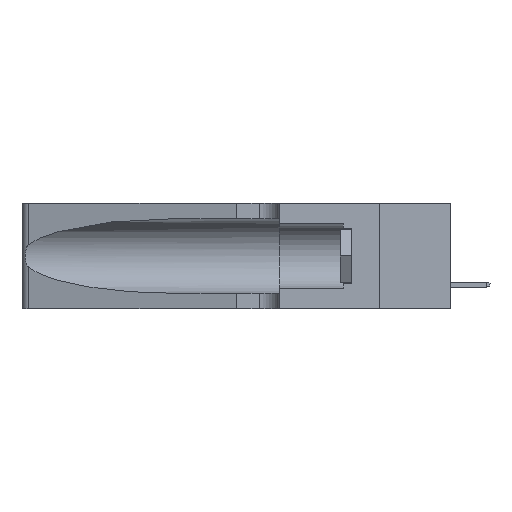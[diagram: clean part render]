
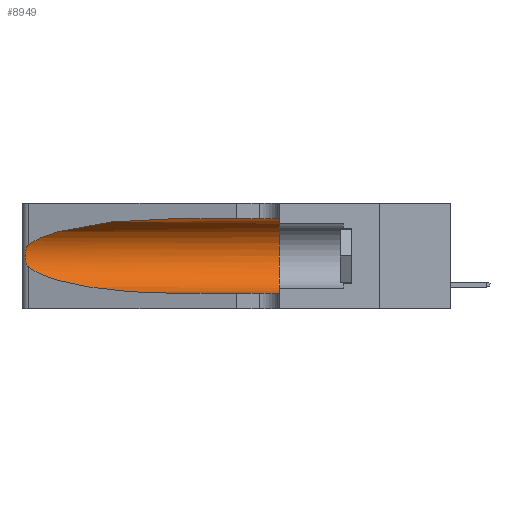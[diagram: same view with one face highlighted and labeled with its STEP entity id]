
A CAD part, left-side view. The second image highlights one B-rep face of the part: STEP entity #8949.
In plain terms, the highlighted cylindrical face has radius 3.308 mm (diameter 6.617 mm), a partial arc.
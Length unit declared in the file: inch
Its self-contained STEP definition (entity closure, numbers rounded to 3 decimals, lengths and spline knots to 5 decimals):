
#73 = CARTESIAN_POINT ( 'NONE',  ( 0.2373, 1.15595, 0.08982 ) ) ;
#420 = EDGE_CURVE ( 'NONE', #12424, #2451, #1644, .T. ) ;
#498 = CARTESIAN_POINT ( 'NONE',  ( 0.25787, 1.23484, 0.2124 ) ) ;
#739 = B_SPLINE_CURVE_WITH_KNOTS ( 'NONE', 3,
 ( #15718, #1687, #3211, #498, #14642, #1764, #9410, #3122, #8257, #8420, #5663, #13306, #6994, #15804 ),
 .UNSPECIFIED., .F., .F.,
 ( 4, 2, 2, 2, 2, 2, 4 ),
 ( 0., 0.00027, 0.00053, 0.00107, 0.0016, 0.00187, 0.00214 ),
 .UNSPECIFIED. ) ;
#910 = CARTESIAN_POINT ( 'NONE',  ( 0.25487, 1.22718, 0.14631 ) ) ;
#1003 =( BOUNDED_CURVE ( )  B_SPLINE_CURVE ( 3, ( #3815, #73, #5246, #10332 ),
 .UNSPECIFIED., .F., .F. ) 
 B_SPLINE_CURVE_WITH_KNOTS ( ( 4, 4 ),
 ( 3.44316, 4.71239 ),
 .UNSPECIFIED. ) 
 CURVE ( )  GEOMETRIC_REPRESENTATION_ITEM ( )  RATIONAL_B_SPLINE_CURVE ( ( 1., 0.87, 0.87, 1. ) ) 
 REPRESENTATION_ITEM ( '' )  );
#1209 = CARTESIAN_POINT ( 'NONE',  ( 0.25487, 1.22718, 0.22369 ) ) ;
#1372 = EDGE_LOOP ( 'NONE', ( #12822, #9181, #1948, #14023, #1942, #9457 ) ) ;
#1644 =( BOUNDED_CURVE ( )  B_SPLINE_CURVE ( 3, ( #12817, #13972, #14218, #2778 ),
 .UNSPECIFIED., .F., .T. ) 
 B_SPLINE_CURVE_WITH_KNOTS ( ( 4, 4 ),
 ( 1.5708, 2.84003 ),
 .UNSPECIFIED. ) 
 CURVE ( )  GEOMETRIC_REPRESENTATION_ITEM ( )  RATIONAL_B_SPLINE_CURVE ( ( 1., 0.87, 0.87, 1. ) ) 
 REPRESENTATION_ITEM ( '' )  );
#1648 = EDGE_CURVE ( 'NONE', #2451, #7244, #739, .T. ) ;
#1687 = CARTESIAN_POINT ( 'NONE',  ( 0.25555, 1.22994, 0.2215 ) ) ;
#1764 = CARTESIAN_POINT ( 'NONE',  ( 0.26018, 1.23835, 0.19895 ) ) ;
#1942 = ORIENTED_EDGE ( 'NONE', *, *, #3436, .F. ) ;
#1948 = ORIENTED_EDGE ( 'NONE', *, *, #5187, .T. ) ;
#2451 = VERTEX_POINT ( 'NONE', #1209 ) ;
#2778 = CARTESIAN_POINT ( 'NONE',  ( 0.25487, 1.22718, 0.22369 ) ) ;
#3122 = CARTESIAN_POINT ( 'NONE',  ( 0.26075, 1.23896, 0.178 ) ) ;
#3211 = CARTESIAN_POINT ( 'NONE',  ( 0.25639, 1.23184, 0.21858 ) ) ;
#3436 = EDGE_CURVE ( 'NONE', #12959, #15345, #5024, .T. ) ;
#3815 = CARTESIAN_POINT ( 'NONE',  ( 0.25487, 1.22718, 0.14631 ) ) ;
#4050 = CARTESIAN_POINT ( 'NONE',  ( 0.1305, 1.61858, 0.05475 ) ) ;
#4714 = FACE_OUTER_BOUND ( 'NONE', #1372, .T. ) ;
#5024 = CIRCLE ( 'NONE', #13265, 0.13025 ) ;
#5143 = DIRECTION ( 'NONE',  ( 0., -1., 0. ) ) ;
#5187 = EDGE_CURVE ( 'NONE', #7244, #5753, #1003, .T. ) ;
#5246 = CARTESIAN_POINT ( 'NONE',  ( 0.18966, 0.96281, 0.05475 ) ) ;
#5290 = LINE ( 'NONE', #5382, #11464 ) ;
#5328 = CARTESIAN_POINT ( 'NONE',  ( 0.1305, 0.35, 0.31525 ) ) ;
#5382 = CARTESIAN_POINT ( 'NONE',  ( 0.1305, 1.61858, 0.31525 ) ) ;
#5663 = CARTESIAN_POINT ( 'NONE',  ( 0.25789, 1.23486, 0.15765 ) ) ;
#5753 = VERTEX_POINT ( 'NONE', #8645 ) ;
#6994 = CARTESIAN_POINT ( 'NONE',  ( 0.25555, 1.22993, 0.14849 ) ) ;
#7244 = VERTEX_POINT ( 'NONE', #910 ) ;
#8257 = CARTESIAN_POINT ( 'NONE',  ( 0.26017, 1.23833, 0.17102 ) ) ;
#8420 = CARTESIAN_POINT ( 'NONE',  ( 0.25856, 1.23593, 0.16098 ) ) ;
#8645 = CARTESIAN_POINT ( 'NONE',  ( 0.1305, 0.72297, 0.05475 ) ) ;
#8949 = ADVANCED_FACE ( 'NONE', ( #4714 ), #9980, .F. ) ;
#9131 = EDGE_CURVE ( 'NONE', #12424, #12959, #5290, .T. ) ;
#9181 = ORIENTED_EDGE ( 'NONE', *, *, #1648, .T. ) ;
#9410 = CARTESIAN_POINT ( 'NONE',  ( 0.26075, 1.23896, 0.19203 ) ) ;
#9457 = ORIENTED_EDGE ( 'NONE', *, *, #9131, .F. ) ;
#9949 = VECTOR ( 'NONE', #5143, 39.37008 ) ;
#9980 = CYLINDRICAL_SURFACE ( 'NONE', #12257, 0.13025 ) ;
#10049 = DIRECTION ( 'NONE',  ( 0., 0., -1. ) ) ;
#10332 = CARTESIAN_POINT ( 'NONE',  ( 0.1305, 0.72297, 0.05475 ) ) ;
#10464 = DIRECTION ( 'NONE',  ( 0., -1., 0. ) ) ;
#10520 = DIRECTION ( 'NONE',  ( 0., 0., 1. ) ) ;
#11436 = CARTESIAN_POINT ( 'NONE',  ( 0.1305, 0.35, 0.185 ) ) ;
#11464 = VECTOR ( 'NONE', #10464, 39.37008 ) ;
#11947 = CARTESIAN_POINT ( 'NONE',  ( 0.1305, 0.35, 0.05475 ) ) ;
#12257 = AXIS2_PLACEMENT_3D ( 'NONE', #14797, #16201, #10049 ) ;
#12424 = VERTEX_POINT ( 'NONE', #13986 ) ;
#12817 = CARTESIAN_POINT ( 'NONE',  ( 0.1305, 0.72297, 0.31525 ) ) ;
#12822 = ORIENTED_EDGE ( 'NONE', *, *, #420, .T. ) ;
#12959 = VERTEX_POINT ( 'NONE', #5328 ) ;
#13265 = AXIS2_PLACEMENT_3D ( 'NONE', #11436, #15248, #10520 ) ;
#13306 = CARTESIAN_POINT ( 'NONE',  ( 0.25639, 1.23186, 0.15144 ) ) ;
#13972 = CARTESIAN_POINT ( 'NONE',  ( 0.18966, 0.96281, 0.31525 ) ) ;
#13986 = CARTESIAN_POINT ( 'NONE',  ( 0.1305, 0.72297, 0.31525 ) ) ;
#14023 = ORIENTED_EDGE ( 'NONE', *, *, #15579, .T. ) ;
#14218 = CARTESIAN_POINT ( 'NONE',  ( 0.2373, 1.15595, 0.28018 ) ) ;
#14642 = CARTESIAN_POINT ( 'NONE',  ( 0.25854, 1.2359, 0.20912 ) ) ;
#14797 = CARTESIAN_POINT ( 'NONE',  ( 0.1305, 1.61858, 0.185 ) ) ;
#15248 = DIRECTION ( 'NONE',  ( 0., 1., 0. ) ) ;
#15345 = VERTEX_POINT ( 'NONE', #11947 ) ;
#15579 = EDGE_CURVE ( 'NONE', #5753, #15345, #15621, .T. ) ;
#15621 = LINE ( 'NONE', #4050, #9949 ) ;
#15718 = CARTESIAN_POINT ( 'NONE',  ( 0.25487, 1.22718, 0.22369 ) ) ;
#15804 = CARTESIAN_POINT ( 'NONE',  ( 0.25487, 1.22718, 0.14631 ) ) ;
#16201 = DIRECTION ( 'NONE',  ( 0., -1., 0. ) ) ;
